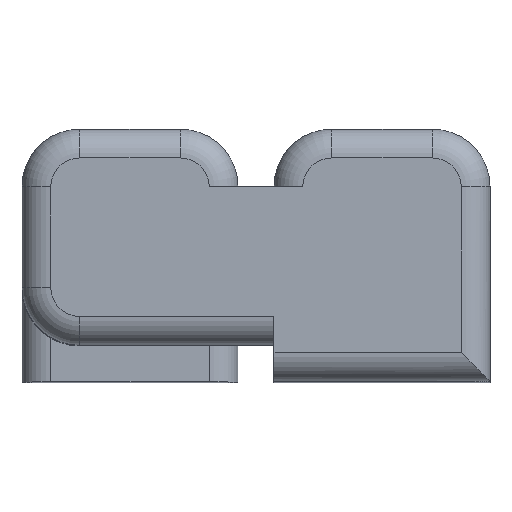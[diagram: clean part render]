
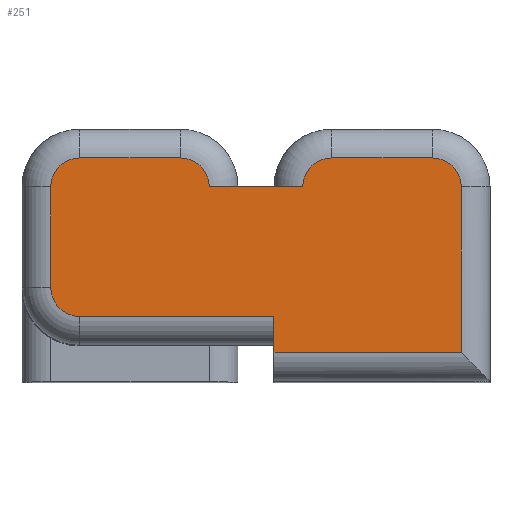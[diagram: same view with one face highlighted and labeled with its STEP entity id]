
A CAD part, top view. The second image highlights one B-rep face of the part: STEP entity #251.
In plain terms, the highlighted planar face has unit normal (0, 0, 1).
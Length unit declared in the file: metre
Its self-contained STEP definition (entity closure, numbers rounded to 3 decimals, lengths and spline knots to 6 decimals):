
#251=ADVANCED_FACE('',(#505),#506,.T.);
#505=FACE_OUTER_BOUND('',#1587,.T.);
#506=PLANE('',#1588);
#1587=EDGE_LOOP('',(#2315,#2316,#2317,#2318,#2319,#2320,#2321,#2322,#2323,#2324,#2325,#2326,#2327));
#1588=AXIS2_PLACEMENT_3D('',#2328,#2329,#2330);
#2315=ORIENTED_EDGE('',*,*,#2518,.F.);
#2316=ORIENTED_EDGE('',*,*,#2415,.F.);
#2317=ORIENTED_EDGE('',*,*,#2539,.F.);
#2318=ORIENTED_EDGE('',*,*,#2558,.F.);
#2319=ORIENTED_EDGE('',*,*,#2374,.F.);
#2320=ORIENTED_EDGE('',*,*,#2523,.F.);
#2321=ORIENTED_EDGE('',*,*,#2500,.F.);
#2322=ORIENTED_EDGE('',*,*,#2532,.F.);
#2323=ORIENTED_EDGE('',*,*,#2513,.F.);
#2324=ORIENTED_EDGE('',*,*,#2447,.F.);
#2325=ORIENTED_EDGE('',*,*,#2546,.F.);
#2326=ORIENTED_EDGE('',*,*,#2535,.F.);
#2327=ORIENTED_EDGE('',*,*,#2463,.F.);
#2328=CARTESIAN_POINT('',(-0.019238,0.0135,0.0));
#2329=DIRECTION('',(0.0,0.0,1.0));
#2330=DIRECTION('',(-1.0,0.0,0.0));
#2374=EDGE_CURVE('',#2629,#2631,#2632,.T.);
#2415=EDGE_CURVE('',#2694,#2696,#2697,.T.);
#2447=EDGE_CURVE('',#2743,#2741,#2745,.T.);
#2463=EDGE_CURVE('',#2766,#2768,#2769,.T.);
#2500=EDGE_CURVE('',#2814,#2811,#2816,.T.);
#2513=EDGE_CURVE('',#2741,#2830,#2832,.T.);
#2518=EDGE_CURVE('',#2696,#2766,#2837,.T.);
#2523=EDGE_CURVE('',#2811,#2629,#2843,.T.);
#2532=EDGE_CURVE('',#2830,#2814,#2852,.T.);
#2535=EDGE_CURVE('',#2768,#2855,#2856,.T.);
#2539=EDGE_CURVE('',#2859,#2694,#2861,.T.);
#2546=EDGE_CURVE('',#2855,#2743,#2869,.T.);
#2558=EDGE_CURVE('',#2631,#2859,#2881,.T.);
#2629=VERTEX_POINT('',#3018);
#2631=VERTEX_POINT('',#3020);
#2632=LINE('',#3021,#3022);
#2694=VERTEX_POINT('',#3189);
#2696=VERTEX_POINT('',#3191);
#2697=CIRCLE('',#3192,0.002);
#2741=VERTEX_POINT('',#3243);
#2743=VERTEX_POINT('',#3245);
#2745=CIRCLE('',#3247,0.002);
#2766=VERTEX_POINT('',#3268);
#2768=VERTEX_POINT('',#3270);
#2769=LINE('',#3271,#3272);
#2811=VERTEX_POINT('',#3413);
#2814=VERTEX_POINT('',#3417);
#2816=LINE('',#3419,#3420);
#2830=VERTEX_POINT('',#3435);
#2832=LINE('',#3437,#3438);
#2837=LINE('',#3443,#3444);
#2843=CIRCLE('',#3451,0.002);
#2852=CIRCLE('',#3461,0.002);
#2855=VERTEX_POINT('',#3465);
#2856=LINE('',#3466,#3467);
#2859=VERTEX_POINT('',#3470);
#2861=LINE('',#3472,#3473);
#2869=LINE('',#3482,#3483);
#2881=CIRCLE('',#3497,0.002);
#3018=CARTESIAN_POINT('',(-0.034738,0.0135,0.0));
#3020=CARTESIAN_POINT('',(-0.028238,0.0135,0.0));
#3021=CARTESIAN_POINT('',(-0.030238,0.0135,0.0));
#3022=VECTOR('',#3551,1.0);
#3189=CARTESIAN_POINT('',(-0.019238,0.0155,0.0));
#3191=CARTESIAN_POINT('',(-0.017238,0.0135,0.0));
#3192=AXIS2_PLACEMENT_3D('',#3614,#3615,#3616);
#3243=CARTESIAN_POINT('',(-0.045738,0.0065,0.0));
#3245=CARTESIAN_POINT('',(-0.043738,0.0045,0.0));
#3247=AXIS2_PLACEMENT_3D('',#3672,#3673,#3674);
#3268=CARTESIAN_POINT('',(-0.017238,0.002,0.0));
#3270=CARTESIAN_POINT('',(-0.030238,0.002,0.0));
#3271=CARTESIAN_POINT('',(-0.030238,0.002,0.0));
#3272=VECTOR('',#3705,1.0);
#3413=CARTESIAN_POINT('',(-0.036738,0.0155,0.0));
#3417=CARTESIAN_POINT('',(-0.043738,0.0155,0.0));
#3419=CARTESIAN_POINT('',(-0.036738,0.0155,0.0));
#3420=VECTOR('',#3754,1.0);
#3435=CARTESIAN_POINT('',(-0.045738,0.0135,0.0));
#3437=CARTESIAN_POINT('',(-0.045738,0.0135,0.0));
#3438=VECTOR('',#3774,1.0);
#3443=CARTESIAN_POINT('',(-0.017238,0.0,0.0));
#3444=VECTOR('',#3778,1.0);
#3451=AXIS2_PLACEMENT_3D('',#3783,#3784,#3785);
#3461=AXIS2_PLACEMENT_3D('',#3793,#3794,#3795);
#3465=CARTESIAN_POINT('',(-0.030238,0.0045,0.0));
#3466=CARTESIAN_POINT('',(-0.030238,0.0025,0.0));
#3467=VECTOR('',#3797,1.0);
#3470=CARTESIAN_POINT('',(-0.026238,0.0155,0.0));
#3472=CARTESIAN_POINT('',(-0.019238,0.0155,0.0));
#3473=VECTOR('',#3804,1.0);
#3482=CARTESIAN_POINT('',(-0.043738,0.0045,0.0));
#3483=VECTOR('',#3809,1.0);
#3497=AXIS2_PLACEMENT_3D('',#3815,#3816,#3817);
#3551=DIRECTION('',(1.0,0.0,0.0));
#3614=CARTESIAN_POINT('',(-0.019238,0.0135,0.0));
#3615=DIRECTION('',(0.0,0.0,-1.0));
#3616=DIRECTION('',(-1.0,0.0,0.0));
#3672=CARTESIAN_POINT('',(-0.043738,0.0065,0.0));
#3673=DIRECTION('',(0.0,0.0,-1.0));
#3674=DIRECTION('',(-1.0,0.0,0.0));
#3705=DIRECTION('',(-1.0,0.0,0.0));
#3754=DIRECTION('',(1.0,0.0,0.0));
#3774=DIRECTION('',(0.0,1.0,0.0));
#3778=DIRECTION('',(0.0,-1.0,0.0));
#3783=CARTESIAN_POINT('',(-0.036738,0.0135,0.0));
#3784=DIRECTION('',(0.0,0.0,-1.0));
#3785=DIRECTION('',(-1.0,0.0,0.0));
#3793=CARTESIAN_POINT('',(-0.043738,0.0135,0.0));
#3794=DIRECTION('',(0.0,0.0,-1.0));
#3795=DIRECTION('',(-1.0,0.0,0.0));
#3797=DIRECTION('',(0.0,1.0,0.0));
#3804=DIRECTION('',(1.0,0.0,0.0));
#3809=DIRECTION('',(-1.0,0.0,0.0));
#3815=CARTESIAN_POINT('',(-0.026238,0.0135,0.0));
#3816=DIRECTION('',(0.0,0.0,-1.0));
#3817=DIRECTION('',(-1.0,0.0,0.0));
